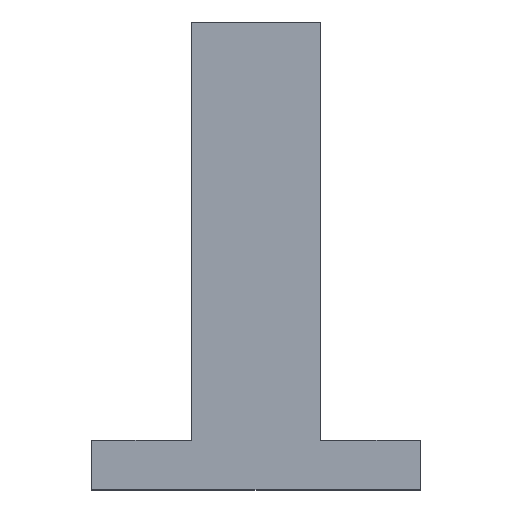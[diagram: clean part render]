
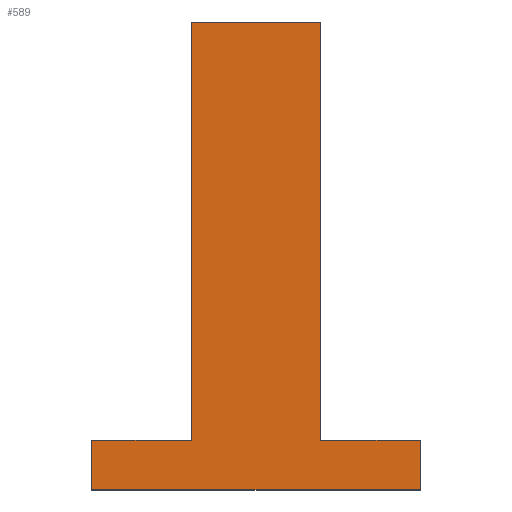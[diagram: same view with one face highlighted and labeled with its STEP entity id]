
A CAD part, top view. The second image highlights one B-rep face of the part: STEP entity #589.
In plain terms, the highlighted planar face has unit normal (0, 0, 1).
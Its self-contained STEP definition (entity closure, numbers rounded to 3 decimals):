
#214=DIRECTION('',(1.,0.,0.));
#215=VECTOR('',#214,33.);
#216=CARTESIAN_POINT('',(-16.5,0.,5.));
#217=LINE('',#216,#215);
#221=DIRECTION('',(0.,-1.,0.));
#222=VECTOR('',#221,5.);
#223=CARTESIAN_POINT('',(-16.5,5.,5.));
#224=LINE('',#223,#222);
#228=DIRECTION('',(-1.,0.,0.));
#229=VECTOR('',#228,10.);
#230=CARTESIAN_POINT('',(-6.5,5.,5.));
#231=LINE('',#230,#229);
#235=DIRECTION('',(0.,-1.,0.));
#236=VECTOR('',#235,42.);
#237=CARTESIAN_POINT('',(-6.5,47.,5.));
#238=LINE('',#237,#236);
#242=DIRECTION('',(-1.,0.,0.));
#243=VECTOR('',#242,13.);
#244=CARTESIAN_POINT('',(6.5,47.,5.));
#245=LINE('',#244,#243);
#249=DIRECTION('',(0.,1.,0.));
#250=VECTOR('',#249,42.);
#251=CARTESIAN_POINT('',(6.5,5.,5.));
#252=LINE('',#251,#250);
#256=DIRECTION('',(-1.,0.,0.));
#257=VECTOR('',#256,10.);
#258=CARTESIAN_POINT('',(16.5,5.,5.));
#259=LINE('',#258,#257);
#263=DIRECTION('',(0.,1.,0.));
#264=VECTOR('',#263,5.);
#265=CARTESIAN_POINT('',(16.5,0.,5.));
#266=LINE('',#265,#264);
#374=CARTESIAN_POINT('',(-16.5,0.,5.));
#375=CARTESIAN_POINT('',(16.5,0.,5.));
#376=VERTEX_POINT('',#374);
#377=VERTEX_POINT('',#375);
#378=CARTESIAN_POINT('',(16.5,5.,5.));
#379=VERTEX_POINT('',#378);
#380=CARTESIAN_POINT('',(6.5,5.,5.));
#381=VERTEX_POINT('',#380);
#382=CARTESIAN_POINT('',(6.5,47.,5.));
#383=VERTEX_POINT('',#382);
#384=CARTESIAN_POINT('',(-6.5,47.,5.));
#385=VERTEX_POINT('',#384);
#386=CARTESIAN_POINT('',(-6.5,5.,5.));
#387=VERTEX_POINT('',#386);
#388=CARTESIAN_POINT('',(-16.5,5.,5.));
#389=VERTEX_POINT('',#388);
#574=CARTESIAN_POINT('',(0.,0.,5.));
#575=DIRECTION('',(0.,0.,1.));
#576=DIRECTION('',(1.,0.,0.));
#577=AXIS2_PLACEMENT_3D('',#574,#575,#576);
#578=PLANE('',#577);
#579=ORIENTED_EDGE('',*,*,#446,.F.);
#580=ORIENTED_EDGE('',*,*,#473,.F.);
#581=ORIENTED_EDGE('',*,*,#487,.F.);
#582=ORIENTED_EDGE('',*,*,#507,.F.);
#583=ORIENTED_EDGE('',*,*,#521,.F.);
#584=ORIENTED_EDGE('',*,*,#535,.F.);
#585=ORIENTED_EDGE('',*,*,#549,.F.);
#586=ORIENTED_EDGE('',*,*,#568,.F.);
#587=EDGE_LOOP('',(#579,#580,#581,#582,#583,#584,#585,#586));
#588=FACE_OUTER_BOUND('',#587,.F.);
#589=ADVANCED_FACE('',(#588),#578,.T.);
#446=EDGE_CURVE('',#376,#377,#217,.T.);
#473=EDGE_CURVE('',#389,#376,#224,.T.);
#487=EDGE_CURVE('',#387,#389,#231,.T.);
#507=EDGE_CURVE('',#385,#387,#238,.T.);
#521=EDGE_CURVE('',#383,#385,#245,.T.);
#535=EDGE_CURVE('',#381,#383,#252,.T.);
#549=EDGE_CURVE('',#379,#381,#259,.T.);
#568=EDGE_CURVE('',#377,#379,#266,.T.);
